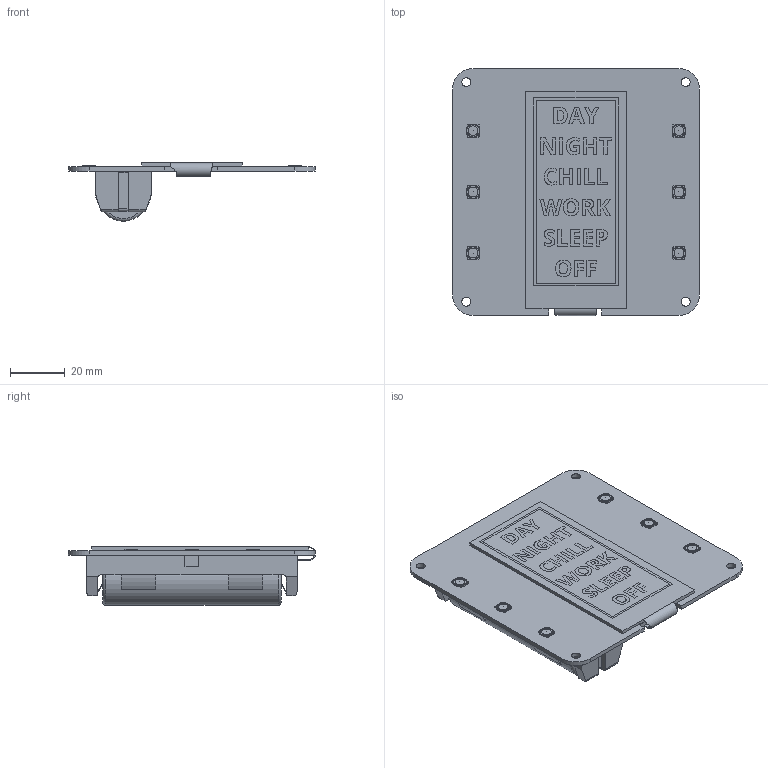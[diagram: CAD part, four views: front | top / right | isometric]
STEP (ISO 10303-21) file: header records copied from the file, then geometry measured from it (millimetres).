
FILE_DESCRIPTION(/* description */ ('STEP AP242','CAx-IF Rec.Pracs.---Representation and Presentation of Product Manufacturing Information (PMI)---4.0---2014-10-13','CAx-IF Rec.Pracs.---3D Tessellated Geometry---0.4---2014-09-14','2;1'),/* implementation_level */ '2;1');
FILE_NAME(/* name */ '621bbb436be1976595686e94',/* time_stamp */ '2022-02-27T17:56:21+00:00',/* author */ (''),/* organization */ (''),/* preprocessor_version */ 'ST-DEVELOPER v18.101',/* originating_system */ ' ',/* authorisation */ ' ');
FILE_SCHEMA (('AP242_MANAGED_MODEL_BASED_3D_ENGINEERING_MIM_LF { 1 0 10303 442 1 1 4 }'));
Length unit declared in the file: metre
Products named in the file (6): component placement assy; SKRBAA; e-ink GDEY029T94; 18650; PCB dummy; keystone-PN1042
Assembly tree (10 placements, depth 2):
  component placement assy
    SKRBAA  x6
    e-ink GDEY029T94
    18650
    PCB dummy
    keystone-PN1042
Bounding box: 90 x 90.04 x 21.29 mm (x, y, z)
Volume: 39371.4 mm3; surface area: 33936.3 mm2
Topology: 10 solids, 10 shells, 1550 faces, 4559 edges, 3107 vertices
Faces by surface type: plane 1031, cylinder 382, bspline 128, sphere 7, torus 2
Full cylindrical faces by diameter (mm): 1.575 x1, 3.2 x4, 4.6 x6, 18.3 x1
Entity records: 36844 total; most frequent: CARTESIAN_POINT 13358, ORIENTED_EDGE 5094, DIRECTION 3858, EDGE_CURVE 2547, LINE 1928, VECTOR 1928, VERTEX_POINT 1797, AXIS2_PLACEMENT_3D 965
